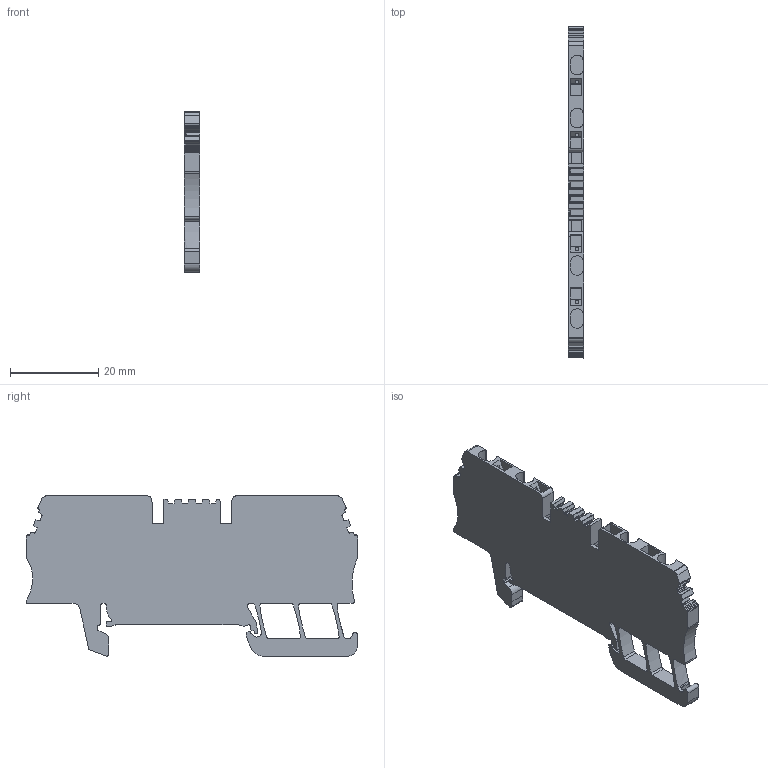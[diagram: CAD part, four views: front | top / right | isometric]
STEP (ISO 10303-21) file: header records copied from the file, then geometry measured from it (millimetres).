
FILE_DESCRIPTION(('CATIA V5R22 STEP214','CAx-IF Rec.Pracs.--- Model Styling and Organization---1.4--- 2014-01-23'),'2;1');
FILE_NAME ('021110-4_0', '2021-02-19T09:44:16+00:00', ('Weidmueller Interface'), ('Weidmueller'), 'CATIA Version 5-6 Release 2016 SP3 HF44', 'CATIA V5 STEP AP214', 'none');
FILE_SCHEMA(('AUTOMOTIVE_DESIGN { 1 0 10303 214 1 1 1 1 }'));
Length unit declared in the file: millimetre
Products named in the file (1): 1775600000_ZDU_1-5_4AN_BL
Bounding box: 3.5 x 75.14 x 36.25 mm (x, y, z)
Volume: 6332.6 mm3; surface area: 6190 mm2
Topology: 1 solids, 1 shells, 435 faces, 1279 edges, 850 vertices
Faces by surface type: plane 270, cylinder 165
Entity records: 14016 total; most frequent: CARTESIAN_POINT 2671, ORIENTED_EDGE 2558, DIRECTION 2011, EDGE_CURVE 1279, VECTOR 927, LINE 927, VERTEX_POINT 850, AXIS2_PLACEMENT_3D 702
